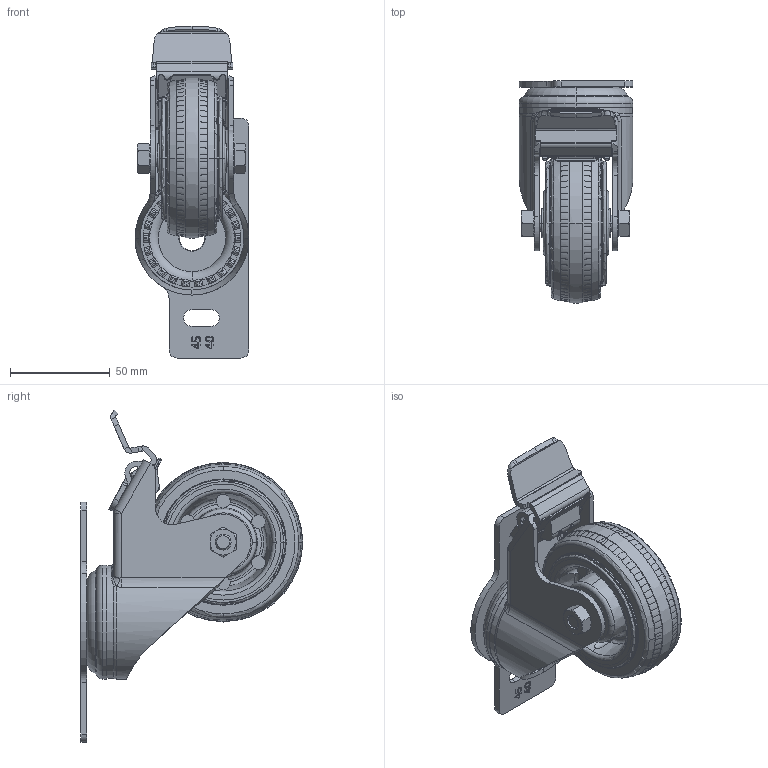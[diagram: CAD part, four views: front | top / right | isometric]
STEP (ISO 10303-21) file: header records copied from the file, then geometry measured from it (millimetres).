
FILE_DESCRIPTION (( 'STEP AP214' ), '1' );
FILE_NAME ('Accessories for aluminium profiles098S080GD4045NESD.step', '2016-10-19T13:45:46', ( '' ), ( '' ), 'SwSTEP 2.0', 'SolidWorks 2016', '' );
FILE_SCHEMA (( 'AUTOMOTIVE_DESIGN' ));
Length unit declared in the file: millimetre
Products named in the file (5): VPA_80_8K-EL_598235-214_selction no pls; 4DIN931M08048MS01; 4DIN934M08M; 098S4045R.u.Tab_098S080D4045; Accessories for aluminium profiles098S080GD4045NESD
Assembly tree (4 placements, depth 2):
  Accessories for aluminium profiles098S080GD4045NESD
    098S4045R.u.Tab_098S080D4045
    4DIN934M08M
    4DIN931M08048MS01
    VPA_80_8K-EL_598235-214_selction no pls
Bounding box: 57 x 111.08 x 166.07 mm (x, y, z)
Volume: 203229 mm3; surface area: 74642.2 mm2
Topology: 7 solids, 8 shells, 1930 faces, 5148 edges, 3299 vertices
Faces by surface type: plane 773, bspline 488, cylinder 448, torus 161, cone 53, sphere 7
Entity records: 105251 total; most frequent: CARTESIAN_POINT 40388, ORIENTED_EDGE 10288, DIRECTION 7651, EDGE_CURVE 5144, VERTEX_POINT 3299, AXIS2_PLACEMENT_3D 2650, LINE 2351, VECTOR 2351
